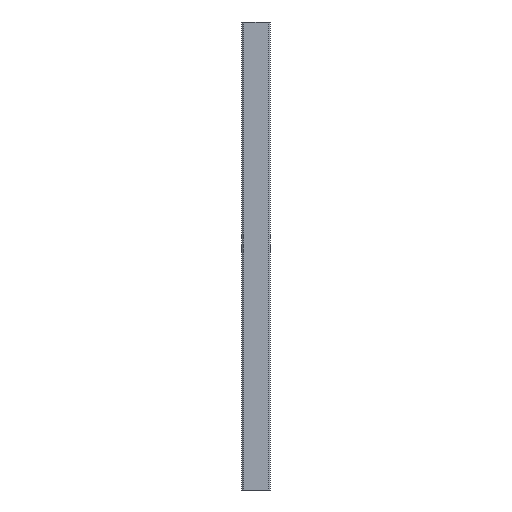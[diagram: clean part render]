
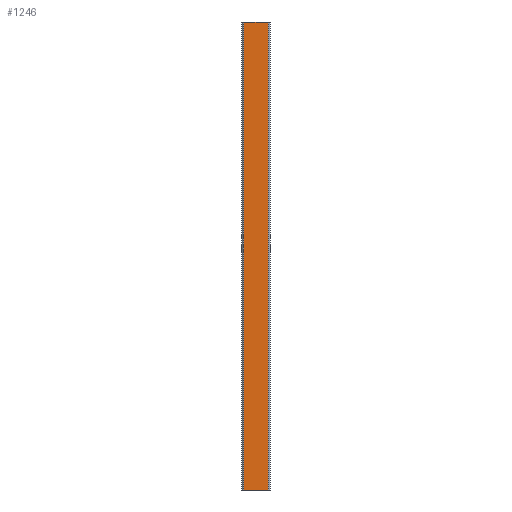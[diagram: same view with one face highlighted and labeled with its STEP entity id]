
A CAD part, front view. The second image highlights one B-rep face of the part: STEP entity #1246.
In plain terms, the highlighted planar face has unit normal (0, -1, 0).
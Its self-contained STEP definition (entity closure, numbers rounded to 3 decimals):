
#271 = EDGE_CURVE ( 'NONE', #291, #297, #2943, .T. ) ;
#291 = VERTEX_POINT ( 'NONE', #2811 ) ;
#297 = VERTEX_POINT ( 'NONE', #2857 ) ;
#736 = VERTEX_POINT ( 'NONE', #3395 ) ;
#984 = EDGE_CURVE ( 'NONE', #1027, #736, #3845, .T. ) ;
#1027 = VERTEX_POINT ( 'NONE', #4030 ) ;
#1131 = ORIENTED_EDGE ( 'NONE', *, *, #984, .T. ) ;
#1245 = ORIENTED_EDGE ( 'NONE', *, *, #1252, .T. ) ;
#1246 = ADVANCED_FACE ( 'NONE', ( #4379 ), #4281, .F. ) ;
#1248 = EDGE_LOOP ( 'NONE', ( #1131, #1255, #1271, #1245 ) ) ;
#1252 = EDGE_CURVE ( 'NONE', #291, #1027, #4279, .T. ) ;
#1253 = EDGE_CURVE ( 'NONE', #297, #736, #4272, .T. ) ;
#1255 = ORIENTED_EDGE ( 'NONE', *, *, #1253, .F. ) ;
#1271 = ORIENTED_EDGE ( 'NONE', *, *, #271, .F. ) ;
#2761 = DIRECTION ( 'NONE',  ( 1., 0., 0. ) ) ;
#2762 = VECTOR ( 'NONE', #2761, 1000. ) ;
#2763 = CARTESIAN_POINT ( 'NONE',  ( -11368.434, -9414.34, 500. ) ) ;
#2811 = CARTESIAN_POINT ( 'NONE',  ( -11368.434, -9414.34, 500. ) ) ;
#2857 = CARTESIAN_POINT ( 'NONE',  ( -11342.434, -9414.34, 500. ) ) ;
#2943 = LINE ( 'NONE', #2763, #2762 ) ;
#3395 = CARTESIAN_POINT ( 'NONE',  ( -11342.434, -9414.34, 0. ) ) ;
#3840 = DIRECTION ( 'NONE',  ( 1., 0., 0. ) ) ;
#3841 = CARTESIAN_POINT ( 'NONE',  ( -11368.434, -9414.34, 0. ) ) ;
#3842 = VECTOR ( 'NONE', #3840, 1000. ) ;
#3845 = LINE ( 'NONE', #3841, #3842 ) ;
#4030 = CARTESIAN_POINT ( 'NONE',  ( -11368.434, -9414.34, 0. ) ) ;
#4268 = DIRECTION ( 'NONE',  ( 0., 0., -1. ) ) ;
#4269 = VECTOR ( 'NONE', #4268, 1000. ) ;
#4270 = CARTESIAN_POINT ( 'NONE',  ( -11342.434, -9414.34, 500. ) ) ;
#4272 = LINE ( 'NONE', #4270, #4269 ) ;
#4273 = DIRECTION ( 'NONE',  ( 0., 0., -1. ) ) ;
#4274 = VECTOR ( 'NONE', #4273, 1000. ) ;
#4275 = CARTESIAN_POINT ( 'NONE',  ( -11368.434, -9414.34, 500. ) ) ;
#4276 = DIRECTION ( 'NONE',  ( -1., 0., 0. ) ) ;
#4277 = DIRECTION ( 'NONE',  ( 0., 1., 0. ) ) ;
#4279 = LINE ( 'NONE', #4275, #4274 ) ;
#4281 = PLANE ( 'NONE',  #4390 ) ;
#4379 = FACE_OUTER_BOUND ( 'NONE', #1248, .T. ) ;
#4386 = CARTESIAN_POINT ( 'NONE',  ( -11368.434, -9414.34, 500. ) ) ;
#4390 = AXIS2_PLACEMENT_3D ( 'NONE', #4386, #4277, #4276 ) ;
